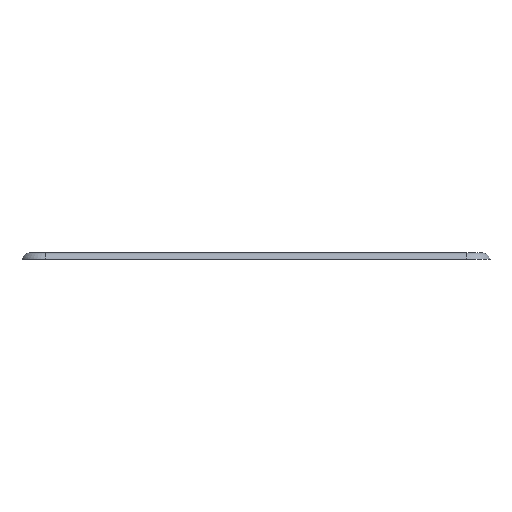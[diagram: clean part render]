
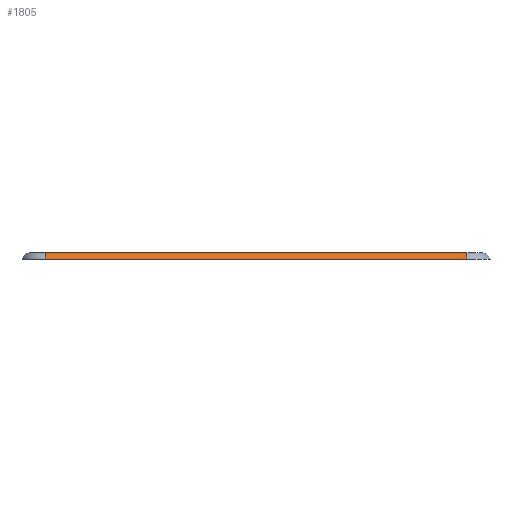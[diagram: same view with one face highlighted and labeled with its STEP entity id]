
A CAD part, left-side view. The second image highlights one B-rep face of the part: STEP entity #1805.
In plain terms, the highlighted cylindrical face has radius 2 mm (diameter 4 mm), a partial arc.
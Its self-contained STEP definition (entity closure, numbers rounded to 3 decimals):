
#172=FACE_OUTER_BOUND('',#297,.T.);
#297=EDGE_LOOP('',(#1579,#1580,#1581,#1582));
#435=CIRCLE('',#2035,2.);
#436=CIRCLE('',#2037,2.);
#452=LINE('',#2724,#597);
#494=LINE('',#2859,#639);
#597=VECTOR('',#2119,10.);
#639=VECTOR('',#2227,2.);
#747=VERTEX_POINT('',#2721);
#748=VERTEX_POINT('',#2723);
#807=VERTEX_POINT('',#2856);
#808=VERTEX_POINT('',#2858);
#917=EDGE_CURVE('',#747,#748,#452,.T.);
#985=EDGE_CURVE('',#808,#807,#494,.T.);
#1133=EDGE_CURVE('',#808,#747,#435,.T.);
#1134=EDGE_CURVE('',#807,#748,#436,.T.);
#1579=ORIENTED_EDGE('',*,*,#1134,.T.);
#1580=ORIENTED_EDGE('',*,*,#917,.F.);
#1581=ORIENTED_EDGE('',*,*,#1133,.F.);
#1582=ORIENTED_EDGE('',*,*,#985,.T.);
#1713=CYLINDRICAL_SURFACE('',#2036,2.);
#1805=ADVANCED_FACE('',(#172),#1713,.T.);
#2035=AXIS2_PLACEMENT_3D('',#3150,#2575,#2576);
#2036=AXIS2_PLACEMENT_3D('',#3151,#2577,#2578);
#2037=AXIS2_PLACEMENT_3D('',#3152,#2579,#2580);
#2119=DIRECTION('',(0.,1.,0.));
#2227=DIRECTION('',(0.,1.,0.));
#2575=DIRECTION('center_axis',(0.,-1.,0.));
#2576=DIRECTION('ref_axis',(0.,0.,
1.));
#2577=DIRECTION('center_axis',(0.,1.,0.));
#2578=DIRECTION('ref_axis',(-0.968,0.,0.25));
#2579=DIRECTION('center_axis',(0.,-1.,0.));
#2580=DIRECTION('ref_axis',(0.,0.,1.));
#2721=CARTESIAN_POINT('',(-12.875,-70.125,0.));
#2723=CARTESIAN_POINT('',(-12.875,20.875,0.));
#2724=CARTESIAN_POINT('',(-12.875,-75.125,0.));
#2856=CARTESIAN_POINT('',(-10.939,20.875,1.5));
#2858=CARTESIAN_POINT('',(-10.939,-70.125,1.5));
#2859=CARTESIAN_POINT('',(-10.939,-75.125,1.5));
#3150=CARTESIAN_POINT('Origin',(-10.939,-70.125,-0.5));
#3151=CARTESIAN_POINT('Origin',(-10.939,-75.125,-0.5));
#3152=CARTESIAN_POINT('Origin',(-10.939,20.875,-0.5));
